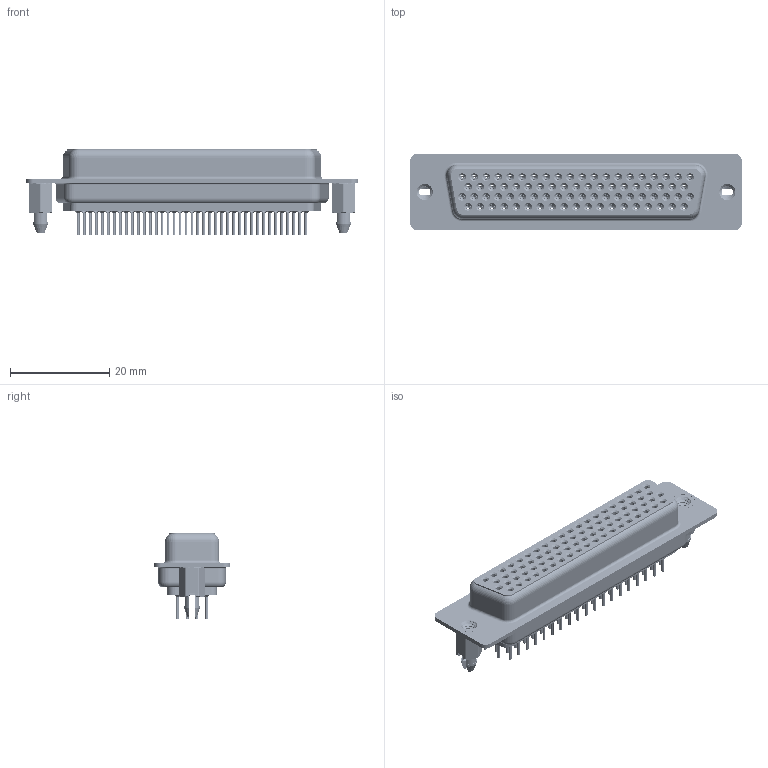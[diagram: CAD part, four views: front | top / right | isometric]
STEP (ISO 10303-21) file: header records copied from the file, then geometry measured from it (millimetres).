
FILE_DESCRIPTION (( 'STEP AP203' ), '1' );
FILE_NAME ('638-078-330-266.STEP', '2020-07-20T04:23:03', ( '' ), ( '' ), 'SwSTEP 2.0', 'SolidWorks 2020', '' );
FILE_SCHEMA (( 'CONFIG_CONTROL_DESIGN' ));
Length unit declared in the file: millimetre
Products named in the file (9): 638 Shell Front_78 Contacts; 638 Contact Row 1_30; 638 Shell Rear_78 Contacts; 638 Contact Row 78_30; 638 Housing_78 Contacts; 638 Contact Row 2_30; 638 4-40 Threaded Boardlock_LP; 638-078-330-266; 638 Contact Row 3_30
Assembly tree (83 placements, depth 2):
  638-078-330-266
    638 Housing_78 Contacts
    638 Shell Front_78 Contacts
    638 Shell Rear_78 Contacts
    638 Contact Row 1_30  x19
    638 Contact Row 2_30  x20
    638 Contact Row 3_30  x19
    638 Contact Row 78_30  x20
    638 4-40 Threaded Boardlock_LP  x2
Bounding box: 67 x 15.4 x 17.3 mm (x, y, z)
Volume: 5988.7 mm3; surface area: 20809.4 mm2
Topology: 83 solids, 83 shells, 10259 faces, 26149 edges, 16221 vertices
Faces by surface type: cylinder 2743, plane 2517, torus 2125, bspline 1566, cone 1308
Entity records: 58868 total; most frequent: CARTESIAN_POINT 14792, DIRECTION 9189, ORIENTED_EDGE 8140, EDGE_CURVE 4070, AXIS2_PLACEMENT_3D 3885, VERTEX_POINT 2581, EDGE_LOOP 2159, CIRCLE 2135
